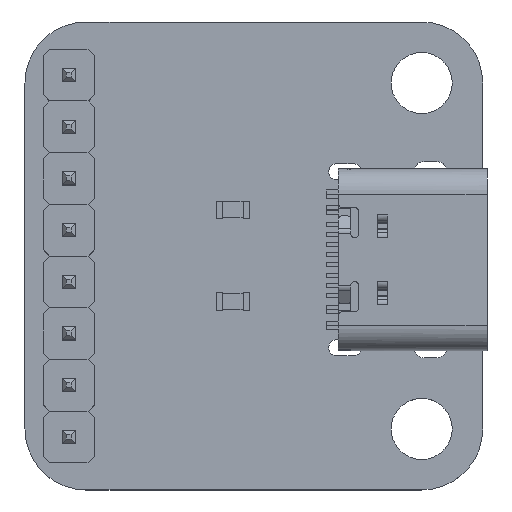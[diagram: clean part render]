
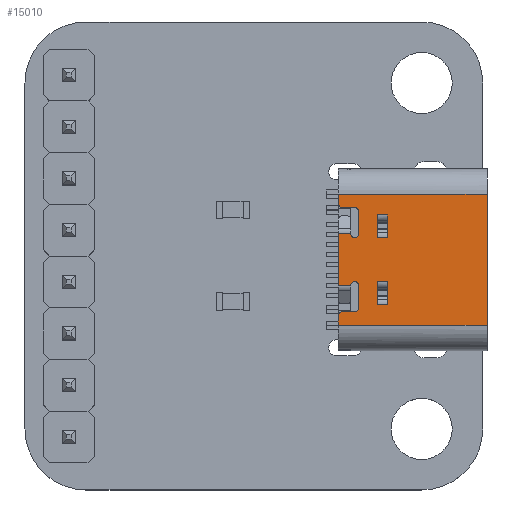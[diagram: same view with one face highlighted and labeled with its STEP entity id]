
A CAD part, top view. The second image highlights one B-rep face of the part: STEP entity #15010.
In plain terms, the highlighted face is planar.
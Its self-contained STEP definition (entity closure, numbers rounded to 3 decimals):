
#13466 = VERTEX_POINT('',#13467);
#13467 = CARTESIAN_POINT('',(2.196,3.31,-1.445));
#13476 = EDGE_CURVE('',#13466,#13477,#13479,.T.);
#13477 = VERTEX_POINT('',#13478);
#13478 = CARTESIAN_POINT('',(1.096,3.31,-1.445));
#13479 = LINE('',#13480,#13481);
#13480 = CARTESIAN_POINT('',(1.096,3.31,-1.446));
#13481 = VECTOR('',#13482,1.);
#13482 = DIRECTION('',(-1.,-0.,0.));
#13541 = EDGE_CURVE('',#13542,#13544,#13546,.T.);
#13542 = VERTEX_POINT('',#13543);
#13543 = CARTESIAN_POINT('',(1.096,3.31,-0.948));
#13544 = VERTEX_POINT('',#13545);
#13545 = CARTESIAN_POINT('',(2.196,3.31,-0.948));
#13546 = LINE('',#13547,#13548);
#13547 = CARTESIAN_POINT('',(1.096,3.31,-0.946));
#13548 = VECTOR('',#13549,1.);
#13549 = DIRECTION('',(1.,0.,0.));
#13620 = VERTEX_POINT('',#13621);
#13621 = CARTESIAN_POINT('',(2.754,3.31,-3.353));
#13627 = EDGE_CURVE('',#13620,#13628,#13630,.T.);
#13628 = VERTEX_POINT('',#13629);
#13629 = CARTESIAN_POINT('',(3.22,3.31,-3.353));
#13630 = LINE('',#13631,#13632);
#13631 = CARTESIAN_POINT('',(0.,3.31,-3.353));
#13632 = VECTOR('',#13633,1.);
#13633 = DIRECTION('',(1.,0.,0.));
#13774 = EDGE_CURVE('',#13775,#13777,#13779,.T.);
#13775 = VERTEX_POINT('',#13776);
#13776 = CARTESIAN_POINT('',(-1.283,3.31,-3.353));
#13777 = VERTEX_POINT('',#13778);
#13778 = CARTESIAN_POINT('',(1.283,3.31,-3.353));
#13779 = LINE('',#13780,#13781);
#13780 = CARTESIAN_POINT('',(0.,3.31,-3.353));
#13781 = VECTOR('',#13782,1.);
#13782 = DIRECTION('',(1.,0.,0.));
#13853 = VERTEX_POINT('',#13854);
#13854 = CARTESIAN_POINT('',(3.22,3.31,3.953));
#15010 = ADVANCED_FACE('',(#15011,#15027,#15159),#15193,.F.);
#15011 = FACE_BOUND('',#15012,.T.);
#15012 = EDGE_LOOP('',(#15013,#15014,#15020,#15021));
#15013 = ORIENTED_EDGE('',*,*,#13541,.F.);
#15014 = ORIENTED_EDGE('',*,*,#15015,.T.);
#15015 = EDGE_CURVE('',#13542,#13477,#15016,.T.);
#15016 = LINE('',#15017,#15018);
#15017 = CARTESIAN_POINT('',(1.096,3.31,-0.949));
#15018 = VECTOR('',#15019,1.);
#15019 = DIRECTION('',(-0.,-0.,-1.));
#15020 = ORIENTED_EDGE('',*,*,#13476,.F.);
#15021 = ORIENTED_EDGE('',*,*,#15022,.F.);
#15022 = EDGE_CURVE('',#13544,#13466,#15023,.T.);
#15023 = LINE('',#15024,#15025);
#15024 = CARTESIAN_POINT('',(2.196,3.31,-0.949));
#15025 = VECTOR('',#15026,1.);
#15026 = DIRECTION('',(-0.,-0.,-1.));
#15027 = FACE_BOUND('',#15028,.T.);
#15028 = EDGE_LOOP('',(#15029,#15030,#15039,#15047,#15056,#15064,#15073,
    #15079,#15080,#15088,#15097,#15105,#15114,#15122,#15131,#15139,
    #15147,#15153));
#15029 = ORIENTED_EDGE('',*,*,#13627,.F.);
#15030 = ORIENTED_EDGE('',*,*,#15031,.F.);
#15031 = EDGE_CURVE('',#15032,#13620,#15034,.T.);
#15032 = VERTEX_POINT('',#15033);
#15033 = CARTESIAN_POINT('',(2.554,3.31,-3.153));
#15034 = CIRCLE('',#15035,0.2);
#15035 = AXIS2_PLACEMENT_3D('',#15036,#15037,#15038);
#15036 = CARTESIAN_POINT('',(2.754,3.31,-3.153));
#15037 = DIRECTION('',(-0.,-1.,0.));
#15038 = DIRECTION('',(-0.,0.,-1.));
#15039 = ORIENTED_EDGE('',*,*,#15040,.F.);
#15040 = EDGE_CURVE('',#15041,#15032,#15043,.T.);
#15041 = VERTEX_POINT('',#15042);
#15042 = CARTESIAN_POINT('',(2.554,3.31,-2.553));
#15043 = LINE('',#15044,#15045);
#15044 = CARTESIAN_POINT('',(2.554,3.31,-2.553));
#15045 = VECTOR('',#15046,1.);
#15046 = DIRECTION('',(0.,0.,-1.));
#15047 = ORIENTED_EDGE('',*,*,#15048,.F.);
#15048 = EDGE_CURVE('',#15049,#15041,#15051,.T.);
#15049 = VERTEX_POINT('',#15050);
#15050 = CARTESIAN_POINT('',(2.354,3.31,-2.353));
#15051 = CIRCLE('',#15052,0.2);
#15052 = AXIS2_PLACEMENT_3D('',#15053,#15054,#15055);
#15053 = CARTESIAN_POINT('',(2.354,3.31,-2.553));
#15054 = DIRECTION('',(0.,1.,0.));
#15055 = DIRECTION('',(0.,-0.,1.));
#15056 = ORIENTED_EDGE('',*,*,#15057,.F.);
#15057 = EDGE_CURVE('',#15058,#15049,#15060,.T.);
#15058 = VERTEX_POINT('',#15059);
#15059 = CARTESIAN_POINT('',(1.283,3.31,-2.353));
#15060 = LINE('',#15061,#15062);
#15061 = CARTESIAN_POINT('',(1.283,3.31,-2.353));
#15062 = VECTOR('',#15063,1.);
#15063 = DIRECTION('',(1.,0.,0.));
#15064 = ORIENTED_EDGE('',*,*,#15065,.F.);
#15065 = EDGE_CURVE('',#15066,#15058,#15068,.T.);
#15066 = VERTEX_POINT('',#15067);
#15067 = CARTESIAN_POINT('',(1.283,3.31,-2.753));
#15068 = CIRCLE('',#15069,0.2);
#15069 = AXIS2_PLACEMENT_3D('',#15070,#15071,#15072);
#15070 = CARTESIAN_POINT('',(1.283,3.31,-2.553));
#15071 = DIRECTION('',(0.,1.,0.));
#15072 = DIRECTION('',(0.,-0.,1.));
#15073 = ORIENTED_EDGE('',*,*,#15074,.T.);
#15074 = EDGE_CURVE('',#15066,#13777,#15075,.T.);
#15075 = LINE('',#15076,#15077);
#15076 = CARTESIAN_POINT('',(1.283,3.31,-2.753));
#15077 = VECTOR('',#15078,1.);
#15078 = DIRECTION('',(0.,0.,-1.));
#15079 = ORIENTED_EDGE('',*,*,#13774,.F.);
#15080 = ORIENTED_EDGE('',*,*,#15081,.F.);
#15081 = EDGE_CURVE('',#15082,#13775,#15084,.T.);
#15082 = VERTEX_POINT('',#15083);
#15083 = CARTESIAN_POINT('',(-1.283,3.31,-2.753));
#15084 = LINE('',#15085,#15086);
#15085 = CARTESIAN_POINT('',(-1.283,3.31,-2.753));
#15086 = VECTOR('',#15087,1.);
#15087 = DIRECTION('',(0.,0.,-1.));
#15088 = ORIENTED_EDGE('',*,*,#15089,.T.);
#15089 = EDGE_CURVE('',#15082,#15090,#15092,.T.);
#15090 = VERTEX_POINT('',#15091);
#15091 = CARTESIAN_POINT('',(-1.283,3.31,-2.353));
#15092 = CIRCLE('',#15093,0.2);
#15093 = AXIS2_PLACEMENT_3D('',#15094,#15095,#15096);
#15094 = CARTESIAN_POINT('',(-1.283,3.31,-2.553));
#15095 = DIRECTION('',(0.,-1.,0.));
#15096 = DIRECTION('',(-0.,0.,1.));
#15097 = ORIENTED_EDGE('',*,*,#15098,.T.);
#15098 = EDGE_CURVE('',#15090,#15099,#15101,.T.);
#15099 = VERTEX_POINT('',#15100);
#15100 = CARTESIAN_POINT('',(-2.354,3.31,-2.353));
#15101 = LINE('',#15102,#15103);
#15102 = CARTESIAN_POINT('',(-1.283,3.31,-2.353));
#15103 = VECTOR('',#15104,1.);
#15104 = DIRECTION('',(-1.,0.,0.));
#15105 = ORIENTED_EDGE('',*,*,#15106,.T.);
#15106 = EDGE_CURVE('',#15099,#15107,#15109,.T.);
#15107 = VERTEX_POINT('',#15108);
#15108 = CARTESIAN_POINT('',(-2.554,3.31,-2.553));
#15109 = CIRCLE('',#15110,0.2);
#15110 = AXIS2_PLACEMENT_3D('',#15111,#15112,#15113);
#15111 = CARTESIAN_POINT('',(-2.354,3.31,-2.553));
#15112 = DIRECTION('',(0.,-1.,0.));
#15113 = DIRECTION('',(-0.,0.,1.));
#15114 = ORIENTED_EDGE('',*,*,#15115,.T.);
#15115 = EDGE_CURVE('',#15107,#15116,#15118,.T.);
#15116 = VERTEX_POINT('',#15117);
#15117 = CARTESIAN_POINT('',(-2.554,3.31,-3.153));
#15118 = LINE('',#15119,#15120);
#15119 = CARTESIAN_POINT('',(-2.554,3.31,-2.553));
#15120 = VECTOR('',#15121,1.);
#15121 = DIRECTION('',(0.,0.,-1.));
#15122 = ORIENTED_EDGE('',*,*,#15123,.T.);
#15123 = EDGE_CURVE('',#15116,#15124,#15126,.T.);
#15124 = VERTEX_POINT('',#15125);
#15125 = CARTESIAN_POINT('',(-2.754,3.31,-3.353));
#15126 = CIRCLE('',#15127,0.2);
#15127 = AXIS2_PLACEMENT_3D('',#15128,#15129,#15130);
#15128 = CARTESIAN_POINT('',(-2.754,3.31,-3.153));
#15129 = DIRECTION('',(0.,1.,0.));
#15130 = DIRECTION('',(0.,-0.,-1.));
#15131 = ORIENTED_EDGE('',*,*,#15132,.T.);
#15132 = EDGE_CURVE('',#15124,#15133,#15135,.T.);
#15133 = VERTEX_POINT('',#15134);
#15134 = CARTESIAN_POINT('',(-3.22,3.31,-3.353));
#15135 = LINE('',#15136,#15137);
#15136 = CARTESIAN_POINT('',(0.,3.31,-3.353));
#15137 = VECTOR('',#15138,1.);
#15138 = DIRECTION('',(-1.,0.,0.));
#15139 = ORIENTED_EDGE('',*,*,#15140,.T.);
#15140 = EDGE_CURVE('',#15133,#15141,#15143,.T.);
#15141 = VERTEX_POINT('',#15142);
#15142 = CARTESIAN_POINT('',(-3.22,3.31,3.953));
#15143 = LINE('',#15144,#15145);
#15144 = CARTESIAN_POINT('',(-3.22,3.31,-3.353));
#15145 = VECTOR('',#15146,1.);
#15146 = DIRECTION('',(0.,0.,1.));
#15147 = ORIENTED_EDGE('',*,*,#15148,.T.);
#15148 = EDGE_CURVE('',#15141,#13853,#15149,.T.);
#15149 = LINE('',#15150,#15151);
#15150 = CARTESIAN_POINT('',(0.,3.31,3.953));
#15151 = VECTOR('',#15152,1.);
#15152 = DIRECTION('',(1.,0.,0.));
#15153 = ORIENTED_EDGE('',*,*,#15154,.F.);
#15154 = EDGE_CURVE('',#13628,#13853,#15155,.T.);
#15155 = LINE('',#15156,#15157);
#15156 = CARTESIAN_POINT('',(3.22,3.31,-3.353));
#15157 = VECTOR('',#15158,1.);
#15158 = DIRECTION('',(0.,0.,1.));
#15159 = FACE_BOUND('',#15160,.T.);
#15160 = EDGE_LOOP('',(#15161,#15171,#15179,#15187));
#15161 = ORIENTED_EDGE('',*,*,#15162,.T.);
#15162 = EDGE_CURVE('',#15163,#15165,#15167,.T.);
#15163 = VERTEX_POINT('',#15164);
#15164 = CARTESIAN_POINT('',(-1.096,3.31,-0.948));
#15165 = VERTEX_POINT('',#15166);
#15166 = CARTESIAN_POINT('',(-2.196,3.31,-0.948));
#15167 = LINE('',#15168,#15169);
#15168 = CARTESIAN_POINT('',(-1.096,3.31,-0.946));
#15169 = VECTOR('',#15170,1.);
#15170 = DIRECTION('',(-1.,0.,0.));
#15171 = ORIENTED_EDGE('',*,*,#15172,.T.);
#15172 = EDGE_CURVE('',#15165,#15173,#15175,.T.);
#15173 = VERTEX_POINT('',#15174);
#15174 = CARTESIAN_POINT('',(-2.196,3.31,-1.445));
#15175 = LINE('',#15176,#15177);
#15176 = CARTESIAN_POINT('',(-2.196,3.31,-0.949));
#15177 = VECTOR('',#15178,1.);
#15178 = DIRECTION('',(0.,-0.,-1.));
#15179 = ORIENTED_EDGE('',*,*,#15180,.T.);
#15180 = EDGE_CURVE('',#15173,#15181,#15183,.T.);
#15181 = VERTEX_POINT('',#15182);
#15182 = CARTESIAN_POINT('',(-1.096,3.31,-1.445));
#15183 = LINE('',#15184,#15185);
#15184 = CARTESIAN_POINT('',(-1.096,3.31,-1.446));
#15185 = VECTOR('',#15186,1.);
#15186 = DIRECTION('',(1.,0.,0.));
#15187 = ORIENTED_EDGE('',*,*,#15188,.F.);
#15188 = EDGE_CURVE('',#15163,#15181,#15189,.T.);
#15189 = LINE('',#15190,#15191);
#15190 = CARTESIAN_POINT('',(-1.096,3.31,-0.949));
#15191 = VECTOR('',#15192,1.);
#15192 = DIRECTION('',(0.,-0.,-1.));
#15193 = PLANE('',#15194);
#15194 = AXIS2_PLACEMENT_3D('',#15195,#15196,#15197);
#15195 = CARTESIAN_POINT('',(0.,3.31,-3.353));
#15196 = DIRECTION('',(0.,-1.,0.));
#15197 = DIRECTION('',(1.,0.,0.));
